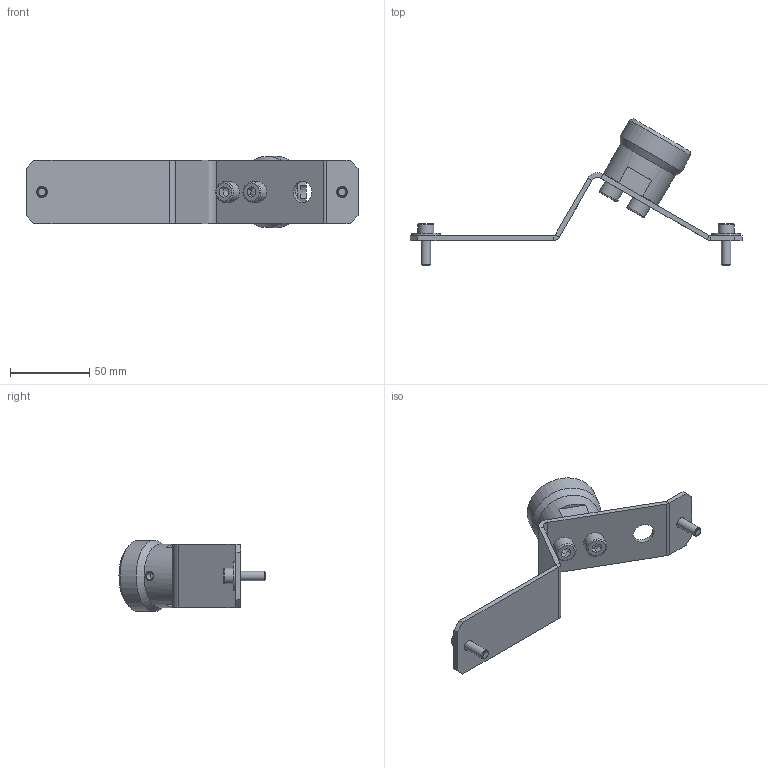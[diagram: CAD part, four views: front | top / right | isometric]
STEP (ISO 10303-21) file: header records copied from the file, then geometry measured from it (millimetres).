
FILE_DESCRIPTION(/* description */ (''),/* implementation_level */ '2;1');
FILE_NAME(/* name */ 'MKP09.stp',/* time_stamp */ '2024-06-27T08:27:01+02:00',/* author */ ('ertl'),/* organization */ (''),/* preprocessor_version */ 'ST-DEVELOPER v18.1',/* originating_system */ 'Autodesk Inventor 2022',/* authorisation */ '0 mm^3');
FILE_SCHEMA (('AUTOMOTIVE_DESIGN { 1 0 10303 214 3 1 1 }'));
Length unit declared in the file: millimetre
Products named in the file (1): MKP09_Vereinfachen_1
Bounding box: 210 x 92.35 x 45 mm (x, y, z)
Volume: 85951.5 mm3; surface area: 29197.4 mm2
Topology: 1 solids, 1 shells, 117 faces, 268 edges, 169 vertices
Faces by surface type: plane 71, cylinder 27, cone 11, torus 6, bspline 2
Full cylindrical faces by diameter (mm): 5 x2, 6 x2, 6.4 x2, 7 x2, 10 x2, 13 x2, 13.5 x1, 18 x2, 24.8 x1, 40 x1, 45 x1
Entity records: 3917 total; most frequent: CARTESIAN_POINT 1139, DIRECTION 534, ORIENTED_EDGE 528, EDGE_CURVE 264, AXIS2_PLACEMENT_3D 194, VERTEX_POINT 169, LINE 146, VECTOR 146
